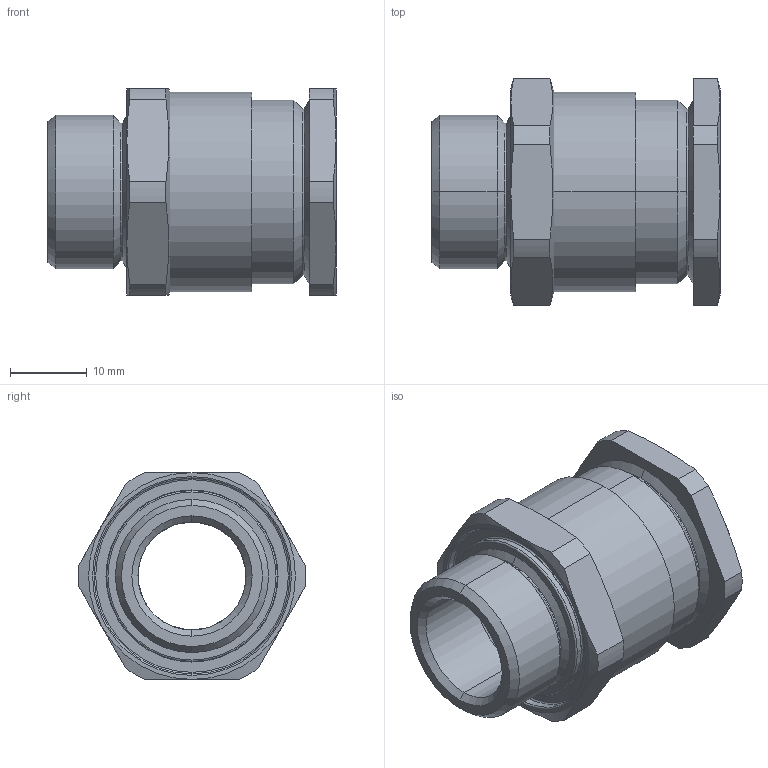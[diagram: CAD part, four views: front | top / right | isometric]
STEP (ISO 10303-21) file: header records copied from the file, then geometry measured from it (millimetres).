
FILE_DESCRIPTION (( 'STEP AP203' ), '1' );
FILE_NAME ('20RA2E1RA.STEP', '2019-07-22T10:20:30', ( '' ), ( '' ), 'SwSTEP 2.0', 'SolidWorks 2017', '' );
FILE_SCHEMA (( 'CONFIG_CONTROL_DESIGN' ));
Length unit declared in the file: millimetre
Products named in the file (1): 20RA2E1RA
Bounding box: 37.6 x 29.69 x 27 mm (x, y, z)
Surface area: 6558.4 mm2 (no closed solid volume)
Topology: 0 solids, 4 shells, 95 faces, 224 edges, 138 vertices
Faces by surface type: cone 34, cylinder 28, plane 21, torus 12
Entity records: 2866 total; most frequent: CARTESIAN_POINT 570, DIRECTION 508, ORIENTED_EDGE 432, EDGE_CURVE 224, AXIS2_PLACEMENT_3D 220, VERTEX_POINT 138, CIRCLE 124, EDGE_LOOP 104
